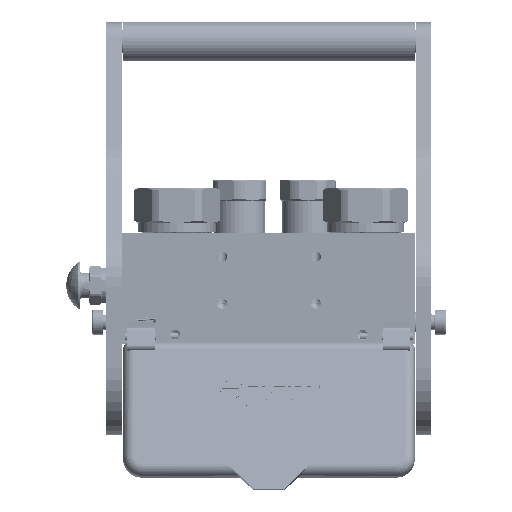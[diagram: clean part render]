
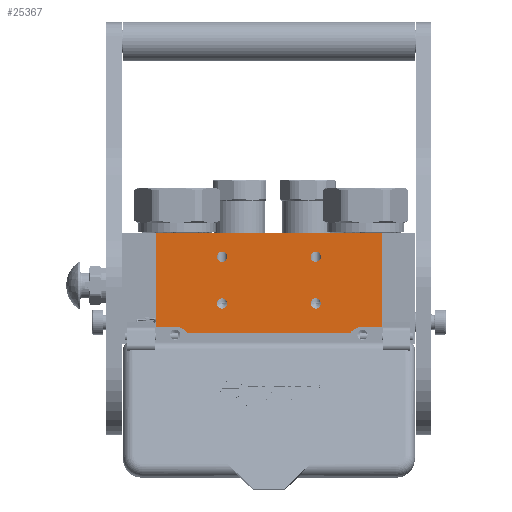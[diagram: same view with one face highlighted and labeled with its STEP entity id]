
A CAD part, left-side view. The second image highlights one B-rep face of the part: STEP entity #25367.
In plain terms, the highlighted face is planar.
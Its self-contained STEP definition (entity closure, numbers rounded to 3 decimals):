
#1993 = VERTEX_POINT ( 'NONE', #69323 ) ;
#2170 = FACE_BOUND ( 'NONE', #98194, .T. ) ;
#4201 = VERTEX_POINT ( 'NONE', #109425 ) ;
#4648 = VERTEX_POINT ( 'NONE', #58114 ) ;
#5977 = FACE_BOUND ( 'NONE', #34854, .T. ) ;
#6323 = ORIENTED_EDGE ( 'NONE', *, *, #143796, .T. ) ;
#7523 = CIRCLE ( 'NONE', #24773, 3.3 ) ;
#8091 = AXIS2_PLACEMENT_3D ( 'NONE', #24279, #71942, #49417 ) ;
#9783 = VECTOR ( 'NONE', #58526, 1000. ) ;
#9825 = DIRECTION ( 'NONE',  ( -1., 0., 0. ) ) ;
#10510 = ORIENTED_EDGE ( 'NONE', *, *, #58373, .F. ) ;
#12467 = CARTESIAN_POINT ( 'NONE',  ( 124., 15., -108. ) ) ;
#12804 = AXIS2_PLACEMENT_3D ( 'NONE', #135798, #40657, #124275 ) ;
#14458 = CARTESIAN_POINT ( 'NONE',  ( 64., 41.7, -108. ) ) ;
#15980 = VERTEX_POINT ( 'NONE', #77119 ) ;
#16259 = EDGE_CURVE ( 'NONE', #104056, #15980, #64232, .T. ) ;
#16469 = VERTEX_POINT ( 'NONE', #110343 ) ;
#17576 = VERTEX_POINT ( 'NONE', #59788 ) ;
#17709 = DIRECTION ( 'NONE',  ( 0., -1., 0. ) ) ;
#18742 = CARTESIAN_POINT ( 'NONE',  ( 64., 15., -108. ) ) ;
#18898 = EDGE_CURVE ( 'NONE', #128257, #120558, #53668, .T. ) ;
#19207 = CARTESIAN_POINT ( 'NONE',  ( 21.3, 0., -108. ) ) ;
#21218 = AXIS2_PLACEMENT_3D ( 'NONE', #12467, #24537, #108199 ) ;
#21661 = AXIS2_PLACEMENT_3D ( 'NONE', #106320, #58255, #23663 ) ;
#23663 = DIRECTION ( 'NONE',  ( 0., -1., 0. ) ) ;
#23672 = VECTOR ( 'NONE', #41211, 1000. ) ;
#24024 = VERTEX_POINT ( 'NONE', #71116 ) ;
#24279 = CARTESIAN_POINT ( 'NONE',  ( 64., 45., -108. ) ) ;
#24537 = DIRECTION ( 'NONE',  ( 0., 0., -1. ) ) ;
#24773 = AXIS2_PLACEMENT_3D ( 'NONE', #104732, #33053, #128743 ) ;
#25367 = ADVANCED_FACE ( 'NONE', ( #114474, #5977, #2170, #41635, #50953 ), #83135, .T. ) ;
#31235 = CIRCLE ( 'NONE', #93033, 10. ) ;
#33053 = DIRECTION ( 'NONE',  ( 0., 0., -1. ) ) ;
#33070 = VERTEX_POINT ( 'NONE', #55155 ) ;
#34854 = EDGE_LOOP ( 'NONE', ( #10510, #72869 ) ) ;
#34973 = VERTEX_POINT ( 'NONE', #55509 ) ;
#35130 = EDGE_CURVE ( 'NONE', #4201, #4648, #152234, .T. ) ;
#35514 = CARTESIAN_POINT ( 'NONE',  ( 166.7, 0., -108. ) ) ;
#36087 = VECTOR ( 'NONE', #105236, 1000. ) ;
#36108 = EDGE_CURVE ( 'NONE', #104056, #148581, #122035, .T. ) ;
#40549 = CIRCLE ( 'NONE', #52594, 3.3 ) ;
#40657 = DIRECTION ( 'NONE',  ( 0., 0., -1. ) ) ;
#41211 = DIRECTION ( 'NONE',  ( -1., 0., 0. ) ) ;
#41601 = CARTESIAN_POINT ( 'NONE',  ( 34., 70., -108. ) ) ;
#41635 = FACE_BOUND ( 'NONE', #134156, .T. ) ;
#41713 = LINE ( 'NONE', #60614, #9783 ) ;
#44529 = CARTESIAN_POINT ( 'NONE',  ( 166.7, 0., -108. ) ) ;
#45136 = EDGE_CURVE ( 'NONE', #33070, #17576, #81308, .T. ) ;
#45141 = DIRECTION ( 'NONE',  ( 0., 1., 0. ) ) ;
#46263 = EDGE_CURVE ( 'NONE', #17576, #33070, #86271, .T. ) ;
#46619 = CARTESIAN_POINT ( 'NONE',  ( 124., 45., -108. ) ) ;
#49417 = DIRECTION ( 'NONE',  ( 0., -1., 0. ) ) ;
#50953 = FACE_OUTER_BOUND ( 'NONE', #133063, .T. ) ;
#51246 = CIRCLE ( 'NONE', #85703, 3.3 ) ;
#51261 = ORIENTED_EDGE ( 'NONE', *, *, #36108, .T. ) ;
#52594 = AXIS2_PLACEMENT_3D ( 'NONE', #129741, #106255, #45141 ) ;
#52890 = VERTEX_POINT ( 'NONE', #111516 ) ;
#53668 = CIRCLE ( 'NONE', #8091, 3.3 ) ;
#54662 = AXIS2_PLACEMENT_3D ( 'NONE', #96111, #59534, #155206 ) ;
#55155 = CARTESIAN_POINT ( 'NONE',  ( 124., 48.3, -108. ) ) ;
#55509 = CARTESIAN_POINT ( 'NONE',  ( 124., 11.7, -108. ) ) ;
#58114 = CARTESIAN_POINT ( 'NONE',  ( 42.146, 64.2, -108. ) ) ;
#58255 = DIRECTION ( 'NONE',  ( 0., 0., -1. ) ) ;
#58373 = EDGE_CURVE ( 'NONE', #34973, #52890, #63163, .T. ) ;
#58526 = DIRECTION ( 'NONE',  ( 1., 0., 0. ) ) ;
#58781 = ORIENTED_EDGE ( 'NONE', *, *, #46263, .F. ) ;
#59118 = DIRECTION ( 'NONE',  ( 0., 0., -1. ) ) ;
#59534 = DIRECTION ( 'NONE',  ( 0., 0., -1. ) ) ;
#59788 = CARTESIAN_POINT ( 'NONE',  ( 124., 41.7, -108. ) ) ;
#60614 = CARTESIAN_POINT ( 'NONE',  ( 21.3, 60., -108. ) ) ;
#61480 = ORIENTED_EDGE ( 'NONE', *, *, #35130, .F. ) ;
#63163 = CIRCLE ( 'NONE', #21218, 3.3 ) ;
#64232 = LINE ( 'NONE', #68684, #36087 ) ;
#64245 = CARTESIAN_POINT ( 'NONE',  ( 166.7, 60., -108. ) ) ;
#65156 = DIRECTION ( 'NONE',  ( 0., 0., -1. ) ) ;
#68684 = CARTESIAN_POINT ( 'NONE',  ( 166.7, 0., -108. ) ) ;
#69323 = CARTESIAN_POINT ( 'NONE',  ( 34., 60., -108. ) ) ;
#69634 = DIRECTION ( 'NONE',  ( 0., 0., -1. ) ) ;
#70485 = EDGE_CURVE ( 'NONE', #15980, #24024, #78075, .T. ) ;
#71116 = CARTESIAN_POINT ( 'NONE',  ( 154., 60., -108. ) ) ;
#71942 = DIRECTION ( 'NONE',  ( 0., 0., -1. ) ) ;
#72869 = ORIENTED_EDGE ( 'NONE', *, *, #101437, .F. ) ;
#72913 = ORIENTED_EDGE ( 'NONE', *, *, #94024, .T. ) ;
#77119 = CARTESIAN_POINT ( 'NONE',  ( 166.7, 60., -108. ) ) ;
#78075 = LINE ( 'NONE', #64245, #23672 ) ;
#79729 = EDGE_CURVE ( 'NONE', #16469, #105956, #40549, .T. ) ;
#81308 = CIRCLE ( 'NONE', #141127, 3.3 ) ;
#83135 = PLANE ( 'NONE',  #83603 ) ;
#83337 = ORIENTED_EDGE ( 'NONE', *, *, #70485, .F. ) ;
#83603 = AXIS2_PLACEMENT_3D ( 'NONE', #35514, #59118, #152745 ) ;
#83995 = EDGE_CURVE ( 'NONE', #4648, #1993, #31235, .T. ) ;
#85005 = ORIENTED_EDGE ( 'NONE', *, *, #45136, .F. ) ;
#85703 = AXIS2_PLACEMENT_3D ( 'NONE', #18742, #135937, #17709 ) ;
#86271 = CIRCLE ( 'NONE', #21661, 3.3 ) ;
#86427 = CIRCLE ( 'NONE', #54662, 10. ) ;
#93033 = AXIS2_PLACEMENT_3D ( 'NONE', #41601, #65156, #113676 ) ;
#94024 = EDGE_CURVE ( 'NONE', #132987, #1993, #41713, .T. ) ;
#96111 = CARTESIAN_POINT ( 'NONE',  ( 154., 70., -108. ) ) ;
#98194 = EDGE_LOOP ( 'NONE', ( #126249, #99361 ) ) ;
#99361 = ORIENTED_EDGE ( 'NONE', *, *, #102109, .F. ) ;
#99924 = EDGE_CURVE ( 'NONE', #105956, #16469, #51246, .T. ) ;
#101437 = EDGE_CURVE ( 'NONE', #52890, #34973, #7523, .T. ) ;
#102109 = EDGE_CURVE ( 'NONE', #120558, #128257, #143990, .T. ) ;
#102431 = DIRECTION ( 'NONE',  ( 0., 1., 0. ) ) ;
#104056 = VERTEX_POINT ( 'NONE', #44529 ) ;
#104229 = ORIENTED_EDGE ( 'NONE', *, *, #16259, .F. ) ;
#104732 = CARTESIAN_POINT ( 'NONE',  ( 124., 15., -108. ) ) ;
#105163 = LINE ( 'NONE', #19207, #135172 ) ;
#105236 = DIRECTION ( 'NONE',  ( 0., 1., 0. ) ) ;
#105956 = VERTEX_POINT ( 'NONE', #137172 ) ;
#106255 = DIRECTION ( 'NONE',  ( 0., 0., -1. ) ) ;
#106320 = CARTESIAN_POINT ( 'NONE',  ( 124., 45., -108. ) ) ;
#107359 = ORIENTED_EDGE ( 'NONE', *, *, #83995, .F. ) ;
#108199 = DIRECTION ( 'NONE',  ( 0., -1., 0. ) ) ;
#108365 = ORIENTED_EDGE ( 'NONE', *, *, #99924, .F. ) ;
#109425 = CARTESIAN_POINT ( 'NONE',  ( 145.854, 64.2, -108. ) ) ;
#110343 = CARTESIAN_POINT ( 'NONE',  ( 64., 18.3, -108. ) ) ;
#111516 = CARTESIAN_POINT ( 'NONE',  ( 124., 18.3, -108. ) ) ;
#113676 = DIRECTION ( 'NONE',  ( 0.815, -0.58, 0. ) ) ;
#114474 = FACE_BOUND ( 'NONE', #144227, .T. ) ;
#116543 = CARTESIAN_POINT ( 'NONE',  ( 145.854, 64.2, -108. ) ) ;
#120558 = VERTEX_POINT ( 'NONE', #125940 ) ;
#122035 = LINE ( 'NONE', #153720, #125790 ) ;
#122791 = CARTESIAN_POINT ( 'NONE',  ( 21.3, 60., -108. ) ) ;
#124275 = DIRECTION ( 'NONE',  ( 0., 1., 0. ) ) ;
#125790 = VECTOR ( 'NONE', #9825, 1000. ) ;
#125940 = CARTESIAN_POINT ( 'NONE',  ( 64., 48.3, -108. ) ) ;
#126249 = ORIENTED_EDGE ( 'NONE', *, *, #18898, .F. ) ;
#128079 = DIRECTION ( 'NONE',  ( -1., 0., 0. ) ) ;
#128257 = VERTEX_POINT ( 'NONE', #14458 ) ;
#128743 = DIRECTION ( 'NONE',  ( 0., 1., 0. ) ) ;
#129639 = VECTOR ( 'NONE', #128079, 1000. ) ;
#129741 = CARTESIAN_POINT ( 'NONE',  ( 64., 15., -108. ) ) ;
#130747 = CARTESIAN_POINT ( 'NONE',  ( 21.3, 0., -108. ) ) ;
#132987 = VERTEX_POINT ( 'NONE', #122791 ) ;
#133063 = EDGE_LOOP ( 'NONE', ( #104229, #51261, #6323, #72913, #107359, #61480, #142265, #83337 ) ) ;
#134156 = EDGE_LOOP ( 'NONE', ( #108365, #151623 ) ) ;
#135172 = VECTOR ( 'NONE', #102431, 1000. ) ;
#135798 = CARTESIAN_POINT ( 'NONE',  ( 64., 45., -108. ) ) ;
#135937 = DIRECTION ( 'NONE',  ( 0., 0., -1. ) ) ;
#137172 = CARTESIAN_POINT ( 'NONE',  ( 64., 11.7, -108. ) ) ;
#141127 = AXIS2_PLACEMENT_3D ( 'NONE', #46619, #69634, #141773 ) ;
#141773 = DIRECTION ( 'NONE',  ( 0., 1., 0. ) ) ;
#142265 = ORIENTED_EDGE ( 'NONE', *, *, #152540, .F. ) ;
#143796 = EDGE_CURVE ( 'NONE', #148581, #132987, #105163, .T. ) ;
#143990 = CIRCLE ( 'NONE', #12804, 3.3 ) ;
#144227 = EDGE_LOOP ( 'NONE', ( #58781, #85005 ) ) ;
#148581 = VERTEX_POINT ( 'NONE', #130747 ) ;
#151623 = ORIENTED_EDGE ( 'NONE', *, *, #79729, .F. ) ;
#152234 = LINE ( 'NONE', #116543, #129639 ) ;
#152540 = EDGE_CURVE ( 'NONE', #24024, #4201, #86427, .T. ) ;
#152745 = DIRECTION ( 'NONE',  ( -1., 0., 0. ) ) ;
#153720 = CARTESIAN_POINT ( 'NONE',  ( 166.7, 0., -108. ) ) ;
#155206 = DIRECTION ( 'NONE',  ( 0., -1., 0. ) ) ;
